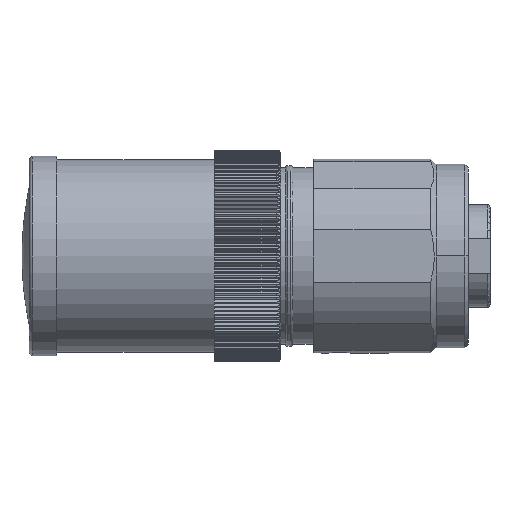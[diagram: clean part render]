
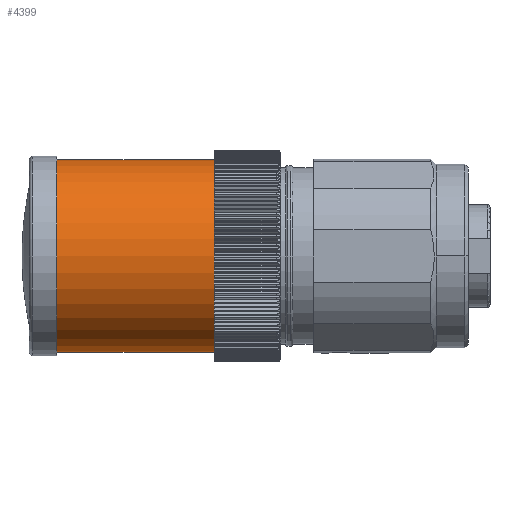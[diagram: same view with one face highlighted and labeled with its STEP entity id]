
A CAD part, front view. The second image highlights one B-rep face of the part: STEP entity #4399.
In plain terms, the highlighted cylindrical face has radius 13.35 mm (diameter 26.7 mm), a partial arc.
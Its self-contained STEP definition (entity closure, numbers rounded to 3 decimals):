
#1165=FACE_OUTER_BOUND('',#5458,.T.);
#2630=LINE('',#27268,#3692);
#2633=LINE('',#27300,#3695);
#3692=VECTOR('',#18234,1.);
#3695=VECTOR('',#18241,1.);
#4399=ADVANCED_FACE('',(#1165),#4685,.T.);
#4685=CYLINDRICAL_SURFACE('',#14755,13.35);
#5458=EDGE_LOOP('',(#9331,#9332,#9333,#9334));
#9331=ORIENTED_EDGE('',*,*,#11953,.F.);
#9332=ORIENTED_EDGE('',*,*,#12853,.T.);
#9333=ORIENTED_EDGE('',*,*,#12854,.F.);
#9334=ORIENTED_EDGE('',*,*,#12846,.F.);
#10404=VERTEX_POINT('',#21878);
#10405=VERTEX_POINT('',#21880);
#10854=VERTEX_POINT('',#27269);
#10860=VERTEX_POINT('',#27299);
#11953=EDGE_CURVE('',#10404,#10405,#13346,.T.);
#12846=EDGE_CURVE('',#10405,#10854,#2630,.T.);
#12853=EDGE_CURVE('',#10404,#10860,#2633,.T.);
#12854=EDGE_CURVE('',#10854,#10860,#13516,.T.);
#13346=CIRCLE('',#14135,13.35);
#13516=CIRCLE('',#14754,13.35);
#14135=AXIS2_PLACEMENT_3D('',#21879,#16566,#16567);
#14754=AXIS2_PLACEMENT_3D('',#27302,#18244,#18245);
#14755=AXIS2_PLACEMENT_3D('',#27303,#18246,#18247);
#16566=DIRECTION('',(1.,0.,0.));
#16567=DIRECTION('',(0.,0.,-1.));
#18234=DIRECTION('',(-1.,0.,0.));
#18241=DIRECTION('',(-1.,0.,0.));
#18244=DIRECTION('',(-1.,0.,0.));
#18245=DIRECTION('',(0.,0.,-1.));
#18246=DIRECTION('',(1.,0.,0.));
#18247=DIRECTION('',(0.,0.,-1.));
#21878=CARTESIAN_POINT('',(-6.2,0.,13.35));
#21879=CARTESIAN_POINT('',(-6.2,0.,0.));
#21880=CARTESIAN_POINT('',(-6.2,0.,-13.35));
#27268=CARTESIAN_POINT('',(-6.,0.,-13.35));
#27269=CARTESIAN_POINT('',(-28.1,0.,-13.35));
#27299=CARTESIAN_POINT('',(-28.1,0.,13.35));
#27300=CARTESIAN_POINT('',(-6.,0.,13.35));
#27302=CARTESIAN_POINT('',(-28.1,0.,0.));
#27303=CARTESIAN_POINT('',(-34.573,0.,0.));
